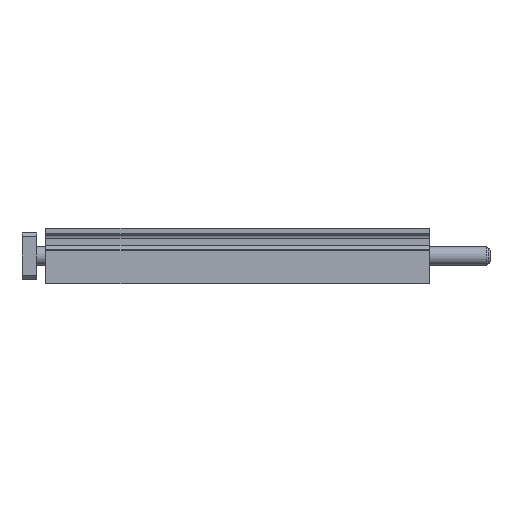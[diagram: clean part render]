
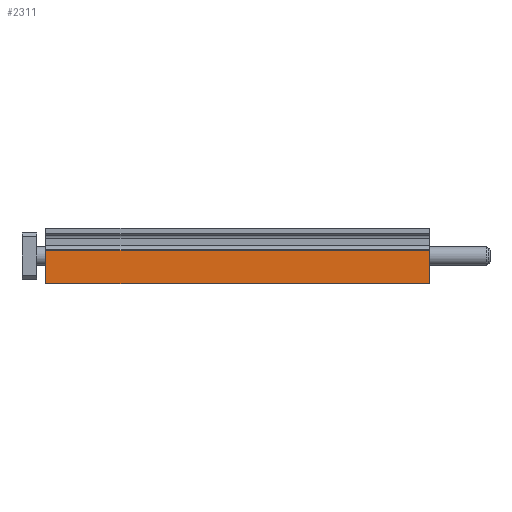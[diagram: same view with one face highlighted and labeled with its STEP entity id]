
A CAD part, front view. The second image highlights one B-rep face of the part: STEP entity #2311.
In plain terms, the highlighted planar face has unit normal (0, -1, 0).
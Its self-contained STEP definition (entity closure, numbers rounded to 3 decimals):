
#420 = VECTOR ( 'NONE', #6863, 1000. ) ;
#429 = ORIENTED_EDGE ( 'NONE', *, *, #4027, .F. ) ;
#647 = CARTESIAN_POINT ( 'NONE',  ( 208., -34., 3. ) ) ;
#706 = DIRECTION ( 'NONE',  ( 0., 0., -1. ) ) ;
#1178 = VERTEX_POINT ( 'NONE', #9934 ) ;
#1310 = ORIENTED_EDGE ( 'NONE', *, *, #5934, .T. ) ;
#1446 = VERTEX_POINT ( 'NONE', #7899 ) ;
#1505 = LINE ( 'NONE', #647, #7020 ) ;
#2078 = VERTEX_POINT ( 'NONE', #9698 ) ;
#2302 = PLANE ( 'NONE',  #2523 ) ;
#2311 = ADVANCED_FACE ( 'NONE', ( #2940 ), #2302, .F. ) ;
#2458 = EDGE_LOOP ( 'NONE', ( #5864, #4098, #429, #1310 ) ) ;
#2523 = AXIS2_PLACEMENT_3D ( 'NONE', #6323, #4584, #3097 ) ;
#2940 = FACE_OUTER_BOUND ( 'NONE', #2458, .T. ) ;
#2988 = CARTESIAN_POINT ( 'NONE',  ( 0., -34., 3. ) ) ;
#3097 = DIRECTION ( 'NONE',  ( 1., 0., 0. ) ) ;
#4023 = LINE ( 'NONE', #9020, #5625 ) ;
#4027 = EDGE_CURVE ( 'NONE', #2078, #8220, #1505, .T. ) ;
#4098 = ORIENTED_EDGE ( 'NONE', *, *, #9898, .F. ) ;
#4584 = DIRECTION ( 'NONE',  ( 0., 1., 0. ) ) ;
#5409 = VECTOR ( 'NONE', #6602, 1000. ) ;
#5625 = VECTOR ( 'NONE', #7312, 1000. ) ;
#5864 = ORIENTED_EDGE ( 'NONE', *, *, #7041, .T. ) ;
#5934 = EDGE_CURVE ( 'NONE', #2078, #1178, #4023, .T. ) ;
#6323 = CARTESIAN_POINT ( 'NONE',  ( 208., -34., 3. ) ) ;
#6445 = LINE ( 'NONE', #9691, #5409 ) ;
#6470 = CARTESIAN_POINT ( 'NONE',  ( 208., -34., -15. ) ) ;
#6602 = DIRECTION ( 'NONE',  ( -1., 0., 0. ) ) ;
#6863 = DIRECTION ( 'NONE',  ( 0., 0., -1. ) ) ;
#7020 = VECTOR ( 'NONE', #706, 1000. ) ;
#7041 = EDGE_CURVE ( 'NONE', #1178, #1446, #8569, .T. ) ;
#7312 = DIRECTION ( 'NONE',  ( -1., 0., 0. ) ) ;
#7899 = CARTESIAN_POINT ( 'NONE',  ( 0., -34., -15. ) ) ;
#8220 = VERTEX_POINT ( 'NONE', #6470 ) ;
#8569 = LINE ( 'NONE', #2988, #420 ) ;
#9020 = CARTESIAN_POINT ( 'NONE',  ( 208., -34., 3. ) ) ;
#9691 = CARTESIAN_POINT ( 'NONE',  ( 208., -34., -15. ) ) ;
#9698 = CARTESIAN_POINT ( 'NONE',  ( 208., -34., 3. ) ) ;
#9898 = EDGE_CURVE ( 'NONE', #8220, #1446, #6445, .T. ) ;
#9934 = CARTESIAN_POINT ( 'NONE',  ( 0., -34., 3. ) ) ;
